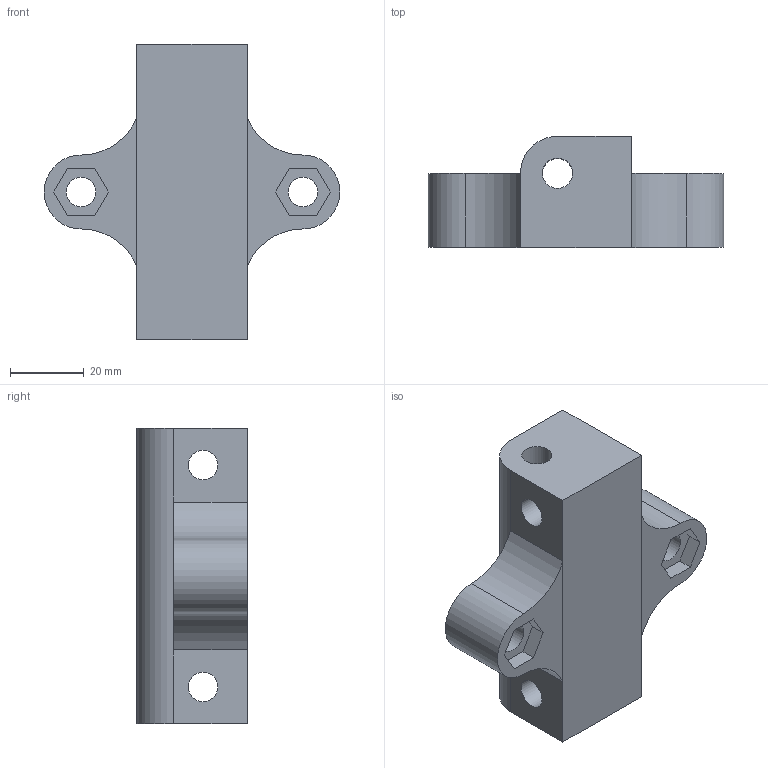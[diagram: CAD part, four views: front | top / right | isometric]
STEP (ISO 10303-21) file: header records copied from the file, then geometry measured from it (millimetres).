
FILE_DESCRIPTION(('FreeCAD Model'),'2;1');
FILE_NAME('Corner_B.step', '2017-04-18T08:42:18',('Author'),(''), 'Open CASCADE STEP processor 6.8','FreeCAD','Unknown');
FILE_SCHEMA(('AUTOMOTIVE_DESIGN_CC2 { 1 2 10303 214 -1 1 5 4 }'));
Length unit declared in the file: millimetre
Products named in the file (2): ASSEMBLY; Cut
Assembly tree (1 placements, depth 2):
  ASSEMBLY
    Cut
Bounding box: 80 x 30 x 80 mm (x, y, z)
Volume: 80987.8 mm3; surface area: 20363.4 mm2
Topology: 2 solids, 2 shells, 54 faces, 143 edges, 96 vertices
Faces by surface type: plane 42, cylinder 12
Full cylindrical faces by diameter (mm): 8 x4, 8.2 x1
Entity records: 4216 total; most frequent: CARTESIAN_POINT 1379, DIRECTION 489, LINE 319, VECTOR 319, ORIENTED_EDGE 286, PCURVE 286, DEFINITIONAL_REPRESENTATION 286, EDGE_CURVE 143
